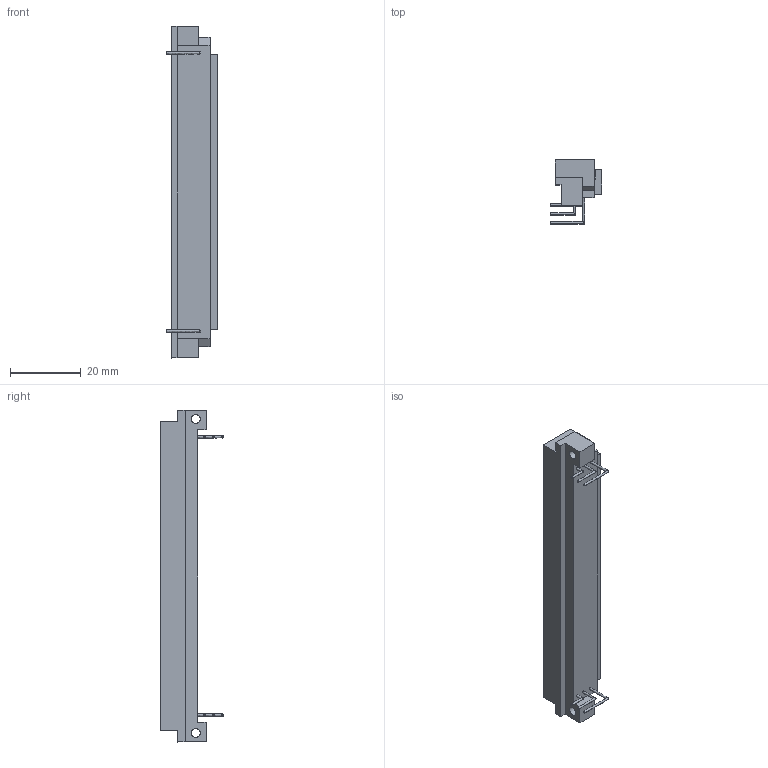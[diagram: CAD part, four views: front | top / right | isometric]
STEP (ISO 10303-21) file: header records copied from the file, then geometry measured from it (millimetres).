
FILE_DESCRIPTION((''),'2;1');
FILE_NAME( '0903_DIN_Type_C_angled_male_96_pole_coding.stp', '2005-11-25T09:11:22',('User'),('SDRC'),'I-DEAS Master Series 9','UNIX', 'Yes');
FILE_SCHEMA(('AUTOMOTIVE_DESIGN { 1 0 10303 214 1 1 1 1 }'));
Length unit declared in the file: millimetre
Products named in the file (1): 0903_DIN_Type_C_angled_male_96_pole_coding
Bounding box: 14.45 x 18.02 x 94 mm (x, y, z)
Volume: 6036.5 mm3; surface area: 6843.9 mm2
Topology: 1 solids, 1 shells, 224 faces, 644 edges, 412 vertices
Faces by surface type: bspline 224
Entity records: 7027 total; most frequent: CARTESIAN_POINT 3063, ORIENTED_EDGE 1264, EDGE_CURVE 632, VERTEX_POINT 412, B_SPLINE_CURVE_WITH_KNOTS 336, QUASI_UNIFORM_CURVE 256, EDGE_LOOP 254, FACE_OUTER_BOUND 224
